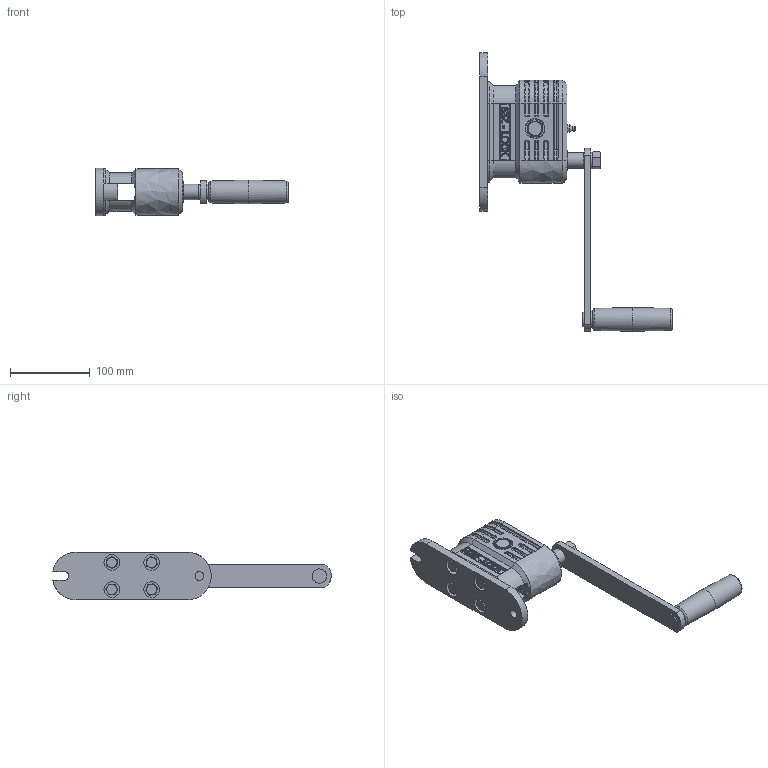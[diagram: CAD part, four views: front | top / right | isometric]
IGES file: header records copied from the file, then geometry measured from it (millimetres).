
Global section: file name: 51153_0301_00; native system: Autodesk Inventor 2022; preprocessor: unknown; author: Nesvadba; date: 20240222.102445; units: millimetre
Bounding box: 242.5 x 350.46 x 60 mm (x, y, z)
Volume: 550384.1 mm3; surface area: 172378.2 mm2
Topology: 22 solids, 22 shells, 2663 faces, 6884 edges, 4366 vertices
Faces by surface type: bspline 2663
